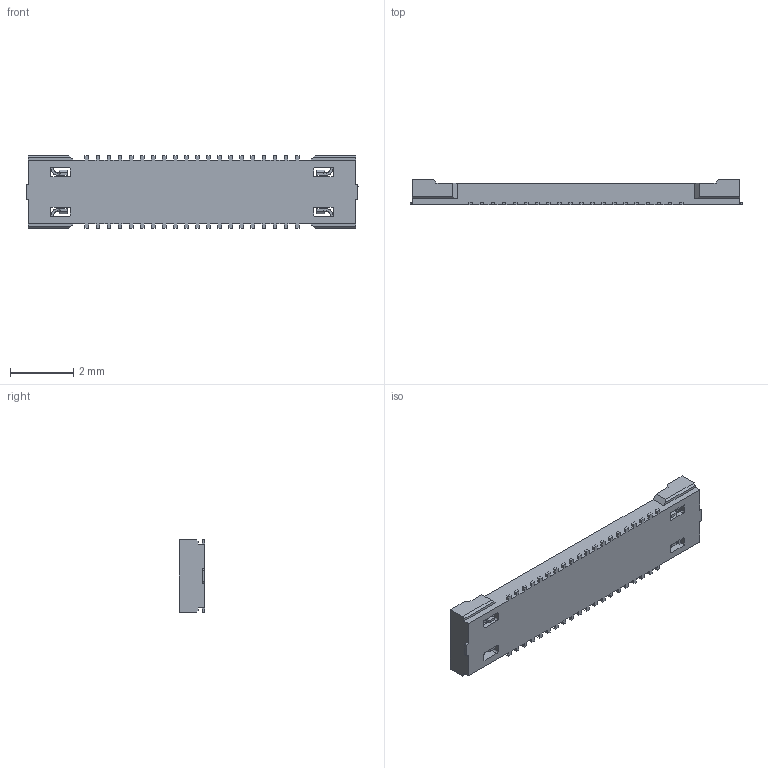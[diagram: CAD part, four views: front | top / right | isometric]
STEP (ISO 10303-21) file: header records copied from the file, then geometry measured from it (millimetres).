
FILE_DESCRIPTION(('STEP AP203'),'1');
FILE_NAME('bm24-40ds_2-0_35v_53_.stp','2021-06-11T10:25:23',('TraceParts'),('TraceParts S.A.'),'Spatial InterOp 3D',' ',' ');
FILE_SCHEMA(('CONFIG_CONTROL_DESIGN'));
Length unit declared in the file: millimetre
Products named in the file (1): 1
Bounding box: 10.5 x 0.8 x 2.3 mm (x, y, z)
Volume: 11.5 mm3; surface area: 86.3 mm2
Topology: 1 solids, 1 shells, 787 faces, 2208 edges, 1456 vertices
Faces by surface type: plane 569, cylinder 126, cone 84, sphere 4, torus 4
Entity records: 26942 total; most frequent: CARTESIAN_POINT 6572, ORIENTED_EDGE 4408, DIRECTION 4000, EDGE_CURVE 2204, LINE 1624, VECTOR 1624, VERTEX_POINT 1456, AXIS2_PLACEMENT_3D 1188
